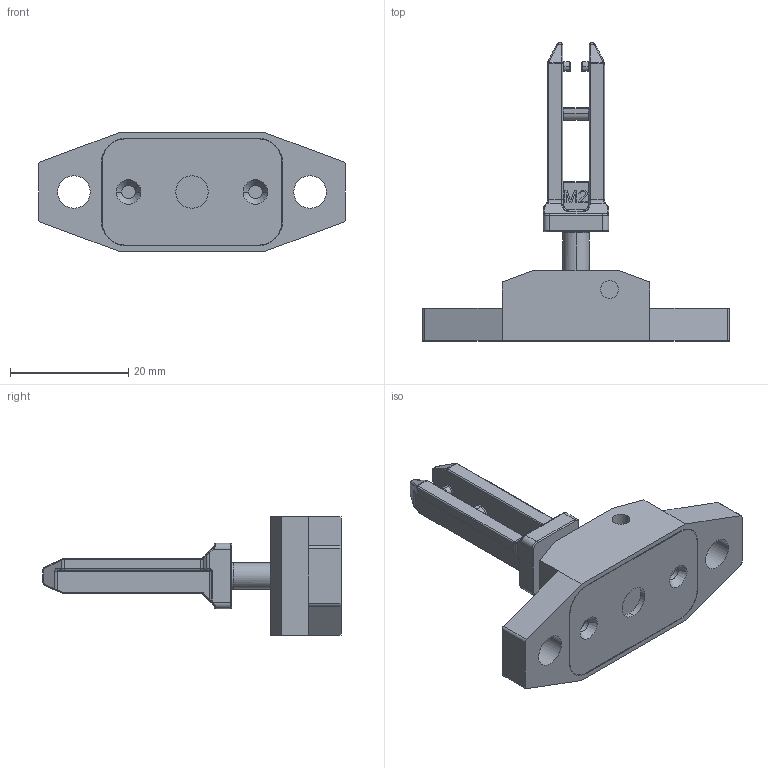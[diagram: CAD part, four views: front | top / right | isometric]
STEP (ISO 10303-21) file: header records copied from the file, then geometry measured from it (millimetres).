
FILE_DESCRIPTION((''),'2;1');
FILE_NAME('222652_ASM','2021-04-05T14:11:53',('PDMAdmin'),('BANNER ENGINEERING'),'CREO PARAMETRIC BY PTC INC, 2019292','CREO PARAMETRIC BY PTC INC, 2019292','');
FILE_SCHEMA(('CONFIG_CONTROL_DESIGN'));
Length unit declared in the file: millimetre
Products named in the file (4): 222652_002; 222652_003; 222652_001; 222652_ASM
Assembly tree (3 placements, depth 2):
  222652_ASM
    222652_002
    222652_003
    222652_001
Bounding box: 52 x 50.5 x 20 mm (x, y, z)
Volume: 8895.3 mm3; surface area: 6258.6 mm2
Topology: 3 solids, 3 shells, 405 faces, 1008 edges, 611 vertices
Faces by surface type: cylinder 149, plane 142, torus 66, bspline 38, sphere 6, cone 4
Entity records: 14129 total; most frequent: CARTESIAN_POINT 4454, DIRECTION 2056, ORIENTED_EDGE 2004, EDGE_CURVE 1002, AXIS2_PLACEMENT_3D 774, VERTEX_POINT 611, VECTOR 508, LINE 508
